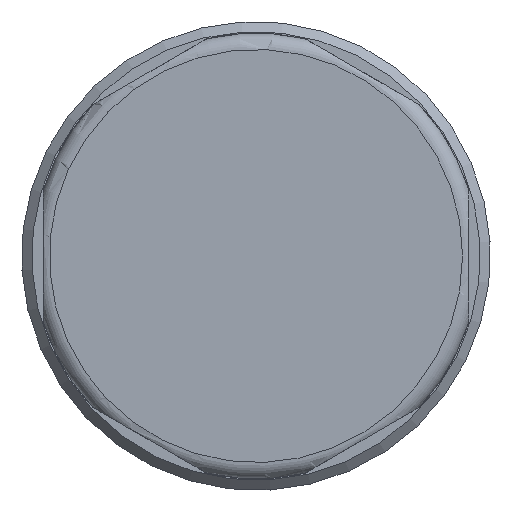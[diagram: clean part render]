
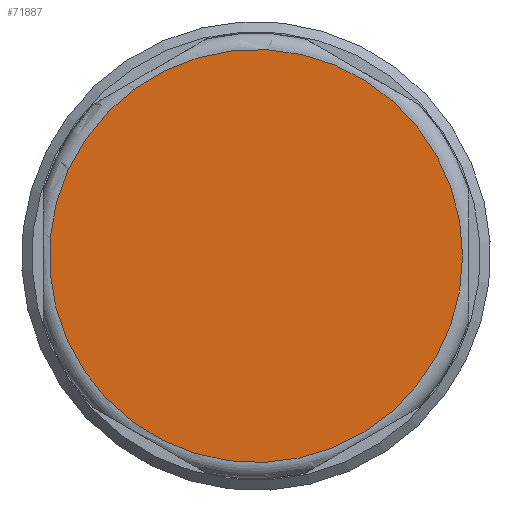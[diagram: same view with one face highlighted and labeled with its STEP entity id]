
A CAD part, left-side view. The second image highlights one B-rep face of the part: STEP entity #71887.
In plain terms, the highlighted planar face has unit normal (-1, 0, 0).
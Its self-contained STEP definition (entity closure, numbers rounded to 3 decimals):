
#71599=CARTESIAN_POINT('',(0.0,-10.2,0.0));
#71600=VERTEX_POINT('',#71599);
#71601=CARTESIAN_POINT('',(0.0,0.0,0.0));
#71602=DIRECTION('',(-1.0,0.0,0.0));
#71603=DIRECTION('',(0.0,-1.0,0.0));
#71604=AXIS2_PLACEMENT_3D('',#71601,#71602,#71603);
#71605=CIRCLE('',#71604,10.2);
#71606=EDGE_CURVE('',#71600,#71600,#71605,.T.);
#71879=CARTESIAN_POINT('',(0.0,-8.025,0.0));
#71880=DIRECTION('',(-1.0,0.0,0.0));
#71881=DIRECTION('',(0.0,0.0,1.0));
#71882=AXIS2_PLACEMENT_3D('',#71879,#71880,#71881);
#71883=PLANE('',#71882);
#71884=ORIENTED_EDGE('',*,*,#71606,.T.);
#71885=EDGE_LOOP('',(#71884));
#71886=FACE_OUTER_BOUND('',#71885,.T.);
#71887=ADVANCED_FACE('',(#71886),#71883,.T.);
